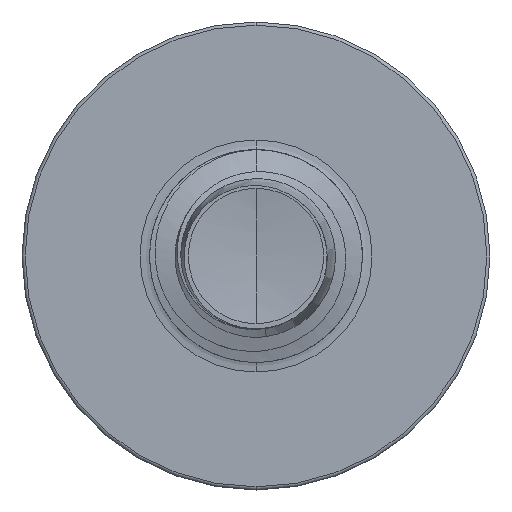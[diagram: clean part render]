
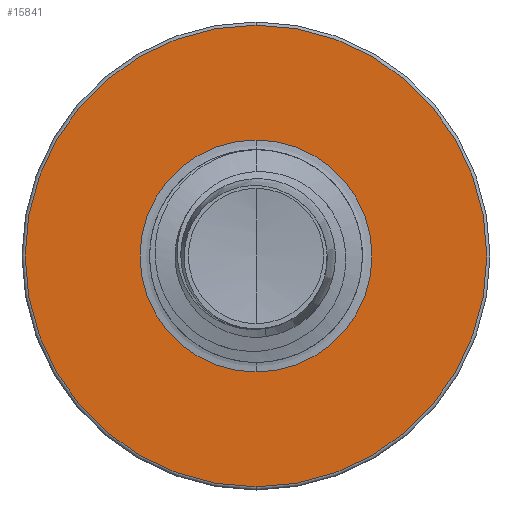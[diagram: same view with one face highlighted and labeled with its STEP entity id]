
A CAD part, front view. The second image highlights one B-rep face of the part: STEP entity #15841.
In plain terms, the highlighted planar face has unit normal (0, -1, 0).
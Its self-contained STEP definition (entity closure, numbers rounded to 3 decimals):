
#1337 = CARTESIAN_POINT ( 'NONE',  ( 0., 4.5, 2.713 ) ) ;
#1390 = EDGE_CURVE ( 'NONE', #10488, #5914, #7271, .T. ) ;
#1831 = FACE_BOUND ( 'NONE', #15107, .T. ) ;
#2901 = DIRECTION ( 'NONE',  ( 0., 0., 1. ) ) ;
#2933 = DIRECTION ( 'NONE',  ( 0., 1., 0. ) ) ;
#2942 = CARTESIAN_POINT ( 'NONE',  ( 0., 4.5, 0. ) ) ;
#2984 = CARTESIAN_POINT ( 'NONE',  ( 0., 4.5, 1.363 ) ) ;
#3150 = DIRECTION ( 'NONE',  ( 0., 0., 1. ) ) ;
#3172 = DIRECTION ( 'NONE',  ( 0., 1., 0. ) ) ;
#3175 = CARTESIAN_POINT ( 'NONE',  ( 0., 4.5, 0. ) ) ;
#3688 = DIRECTION ( 'NONE',  ( 0., 0., 1. ) ) ;
#3718 = DIRECTION ( 'NONE',  ( 0., 1., 0. ) ) ;
#3745 = CARTESIAN_POINT ( 'NONE',  ( 0., 4.5, 0. ) ) ;
#4321 = EDGE_CURVE ( 'NONE', #5914, #10488, #6617, .T. ) ;
#4416 = EDGE_CURVE ( 'NONE', #9422, #4787, #15171, .T. ) ;
#4787 = VERTEX_POINT ( 'NONE', #1337 ) ;
#4843 = CARTESIAN_POINT ( 'NONE',  ( 0., 4.5, -2.712 ) ) ;
#5914 = VERTEX_POINT ( 'NONE', #2984 ) ;
#5986 = DIRECTION ( 'NONE',  ( 0., 0., 1. ) ) ;
#6133 = CARTESIAN_POINT ( 'NONE',  ( 0., 4.5, -1.363 ) ) ;
#6294 = PLANE ( 'NONE',  #15868 ) ;
#6617 = CIRCLE ( 'NONE', #7006, 1.363 ) ;
#7006 = AXIS2_PLACEMENT_3D ( 'NONE', #3175, #3172, #3150 ) ;
#7170 = DIRECTION ( 'NONE',  ( 0., 1., 0. ) ) ;
#7208 = DIRECTION ( 'NONE',  ( 0., 0., 1. ) ) ;
#7228 = DIRECTION ( 'NONE',  ( 0., 1., 0. ) ) ;
#7232 = CARTESIAN_POINT ( 'NONE',  ( 0., 4.5, 0. ) ) ;
#7271 = CIRCLE ( 'NONE', #15847, 1.363 ) ;
#9422 = VERTEX_POINT ( 'NONE', #4843 ) ;
#9950 = ORIENTED_EDGE ( 'NONE', *, *, #4416, .F. ) ;
#10488 = VERTEX_POINT ( 'NONE', #11768 ) ;
#11768 = CARTESIAN_POINT ( 'NONE',  ( 0., 4.5, -1.363 ) ) ;
#12327 = FACE_OUTER_BOUND ( 'NONE', #15707, .T. ) ;
#12414 = AXIS2_PLACEMENT_3D ( 'NONE', #2942, #2933, #2901 ) ;
#12448 = AXIS2_PLACEMENT_3D ( 'NONE', #7232, #7228, #7208 ) ;
#14207 = ORIENTED_EDGE ( 'NONE', *, *, #4321, .T. ) ;
#14737 = ORIENTED_EDGE ( 'NONE', *, *, #15631, .F. ) ;
#14741 = ORIENTED_EDGE ( 'NONE', *, *, #1390, .T. ) ;
#15107 = EDGE_LOOP ( 'NONE', ( #14207, #14741 ) ) ;
#15171 = CIRCLE ( 'NONE', #12448, 2.713 ) ;
#15631 = EDGE_CURVE ( 'NONE', #4787, #9422, #16032, .T. ) ;
#15707 = EDGE_LOOP ( 'NONE', ( #14737, #9950 ) ) ;
#15841 = ADVANCED_FACE ( 'NONE', ( #12327, #1831 ), #6294, .F. ) ;
#15847 = AXIS2_PLACEMENT_3D ( 'NONE', #3745, #3718, #3688 ) ;
#15868 = AXIS2_PLACEMENT_3D ( 'NONE', #6133, #7170, #5986 ) ;
#16032 = CIRCLE ( 'NONE', #12414, 2.713 ) ;
